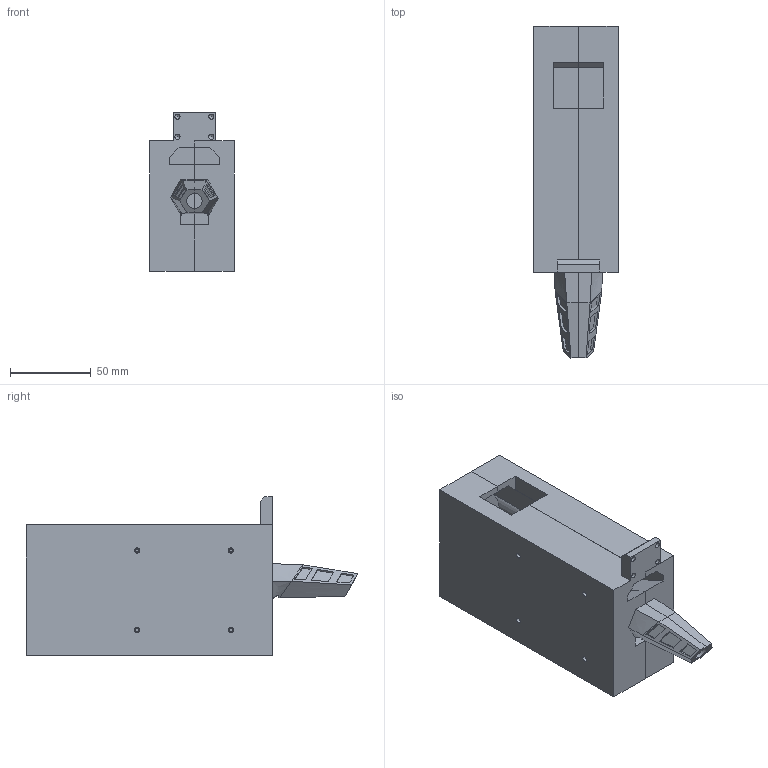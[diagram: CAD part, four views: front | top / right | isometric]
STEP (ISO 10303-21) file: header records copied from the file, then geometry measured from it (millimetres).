
FILE_DESCRIPTION(/* description */ (''),/* implementation_level */ '2;1');
FILE_NAME(/* name */ 'DroneTurret v5.step',/* time_stamp */ '2025-06-19T10:52:41+02:00',/* author */ (''),/* organization */ (''),/* preprocessor_version */ 'ST-DEVELOPER v20.1',/* originating_system */ 'Autodesk Translation Framework v14.10.0.0',/* authorisation */ '');
FILE_SCHEMA (('AUTOMOTIVE_DESIGN { 1 0 10303 214 3 1 1 }'));
Length unit declared in the file: millimetre
Products named in the file (1): DroneTurret
Bounding box: 52.24 x 205.26 x 98.26 mm (x, y, z)
Volume: 303467.2 mm3; surface area: 95179.7 mm2
Topology: 2 solids, 2 shells, 181 faces, 456 edges, 296 vertices
Faces by surface type: plane 128, cylinder 27, bspline 19, cone 7
Full cylindrical faces by diameter (mm): 2 x4, 2.5 x3, 3.2 x11, 3.5 x2, 5.5 x3
Entity records: 5735 total; most frequent: CARTESIAN_POINT 1458, ORIENTED_EDGE 904, DIRECTION 784, EDGE_CURVE 452, LINE 342, VECTOR 342, VERTEX_POINT 296, AXIS2_PLACEMENT_3D 221
